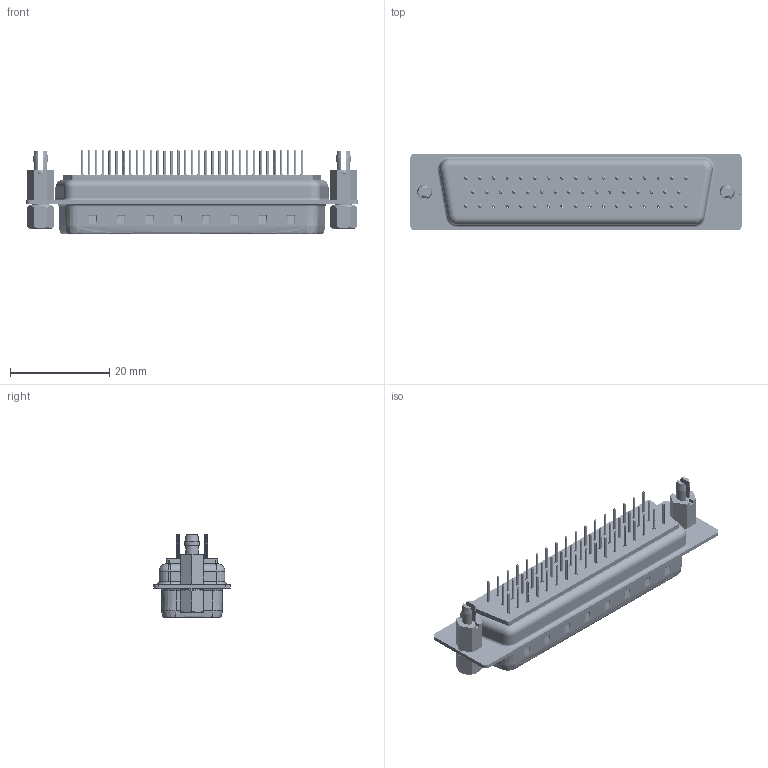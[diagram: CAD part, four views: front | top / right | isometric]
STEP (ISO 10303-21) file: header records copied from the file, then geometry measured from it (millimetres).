
FILE_DESCRIPTION (( 'STEP AP214' ), '1' );
FILE_NAME ('FDB5003-M0DS100K6KF-REF.STEP', '2025-05-21T09:14:04', ( '' ), ( '' ), 'SwSTEP 2.0', 'SolidWorks 2021', '' );
FILE_SCHEMA (( 'AUTOMOTIVE_DESIGN' ));
Length unit declared in the file: millimetre
Products named in the file (1): FDB5003-M0DS100K6KF-REF
Bounding box: 67 x 15.42 x 16.9 mm (x, y, z)
Volume: 4749.4 mm3; surface area: 7344.2 mm2
Topology: 1 solids, 1 shells, 2623 faces, 7644 edges, 4671 vertices
Faces by surface type: cylinder 950, plane 871, sphere 432, torus 216, bspline 118, cone 36
Entity records: 98975 total; most frequent: CARTESIAN_POINT 36618, ORIENTED_EDGE 13584, DIRECTION 13193, EDGE_CURVE 6792, AXIS2_PLACEMENT_3D 5320, VERTEX_POINT 4251, CIRCLE 2814, EDGE_LOOP 2787
